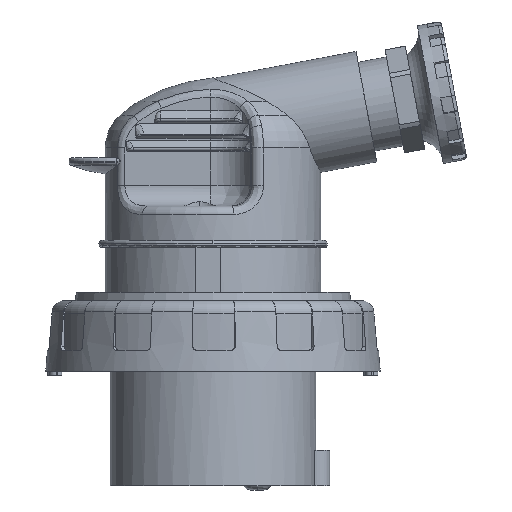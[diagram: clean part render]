
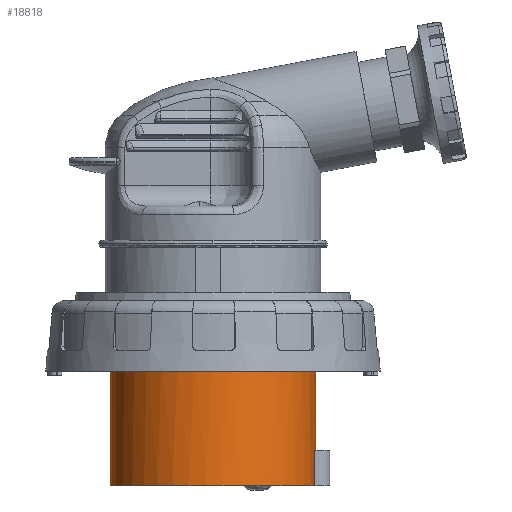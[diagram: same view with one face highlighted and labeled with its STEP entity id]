
A CAD part, front view. The second image highlights one B-rep face of the part: STEP entity #18818.
In plain terms, the highlighted cylindrical face has radius 24.777 mm (diameter 49.555 mm), a partial arc.
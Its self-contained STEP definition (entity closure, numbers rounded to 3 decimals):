
#15512=DIRECTION('',(0.,0.,1.));
#15513=VECTOR('',#15512,24.4);
#15514=CARTESIAN_POINT('',(24.777,0.,8.6));
#15515=LINE('',#15514,#15513);
#15540=CARTESIAN_POINT('',(0.,0.,0.));
#15541=DIRECTION('',(0.,0.,1.));
#15542=DIRECTION('',(-1.,0.,0.));
#15543=AXIS2_PLACEMENT_3D('',#15540,#15541,#15542);
#15849=CARTESIAN_POINT('',(0.,0.,8.6));
#15850=DIRECTION('',(0.,0.,1.));
#15851=DIRECTION('',(0.99,-0.138,0.));
#15852=AXIS2_PLACEMENT_3D('',#15849,#15850,#15851);
#15854=DIRECTION('',(0.,0.,1.));
#15855=VECTOR('',#15854,8.6);
#15856=CARTESIAN_POINT('',(24.539,-3.426,0.));
#15857=LINE('',#15856,#15855);
#15858=DIRECTION('',(0.,0.,1.));
#15859=VECTOR('',#15858,33.);
#15860=CARTESIAN_POINT('',(-24.777,0.,0.));
#15861=LINE('',#15860,#15859);
#15862=CARTESIAN_POINT('',(0.,0.,33.));
#15863=DIRECTION('',(0.,0.,1.));
#15864=DIRECTION('',(-1.,0.,0.));
#15865=AXIS2_PLACEMENT_3D('',#15862,#15863,#15864);
#16702=CARTESIAN_POINT('',(24.777,0.,33.));
#16703=CARTESIAN_POINT('',(-24.777,0.,33.));
#16704=VERTEX_POINT('',#16702);
#16705=VERTEX_POINT('',#16703);
#16706=CARTESIAN_POINT('',(-24.777,0.,0.));
#16707=VERTEX_POINT('',#16706);
#16820=CARTESIAN_POINT('',(24.777,0.,8.6));
#16822=VERTEX_POINT('',#16820);
#16826=CARTESIAN_POINT('',(24.539,-3.426,8.6));
#16827=VERTEX_POINT('',#16826);
#16828=CARTESIAN_POINT('',(24.539,-3.426,0.));
#16829=VERTEX_POINT('',#16828);
#18805=CARTESIAN_POINT('',(0.,0.,0.));
#18806=DIRECTION('',(0.,0.,1.));
#18807=DIRECTION('',(1.,0.,0.));
#18808=AXIS2_PLACEMENT_3D('',#18805,#18806,#18807);
#18809=CYLINDRICAL_SURFACE('',#18808,24.777);
#18810=ORIENTED_EDGE('',*,*,#18262,.F.);
#18811=ORIENTED_EDGE('',*,*,#18275,.F.);
#18812=ORIENTED_EDGE('',*,*,#18286,.F.);
#18813=ORIENTED_EDGE('',*,*,#18245,.T.);
#18814=ORIENTED_EDGE('',*,*,#18230,.T.);
#18815=ORIENTED_EDGE('',*,*,#18242,.F.);
#18816=EDGE_LOOP('',(#18810,#18811,#18812,#18813,#18814,#18815));
#18817=FACE_OUTER_BOUND('',#18816,.F.);
#18818=ADVANCED_FACE('',(#18817),#18809,.T.);
#15544=CIRCLE('',#15543,24.777);
#15853=CIRCLE('',#15852,24.777);
#15866=CIRCLE('',#15865,24.777);
#18230=EDGE_CURVE('',#16705,#16704,#15866,.T.);
#18242=EDGE_CURVE('',#16822,#16704,#15515,.T.);
#18245=EDGE_CURVE('',#16707,#16705,#15861,.T.);
#18262=EDGE_CURVE('',#16827,#16822,#15853,.T.);
#18275=EDGE_CURVE('',#16829,#16827,#15857,.T.);
#18286=EDGE_CURVE('',#16707,#16829,#15544,.T.);
